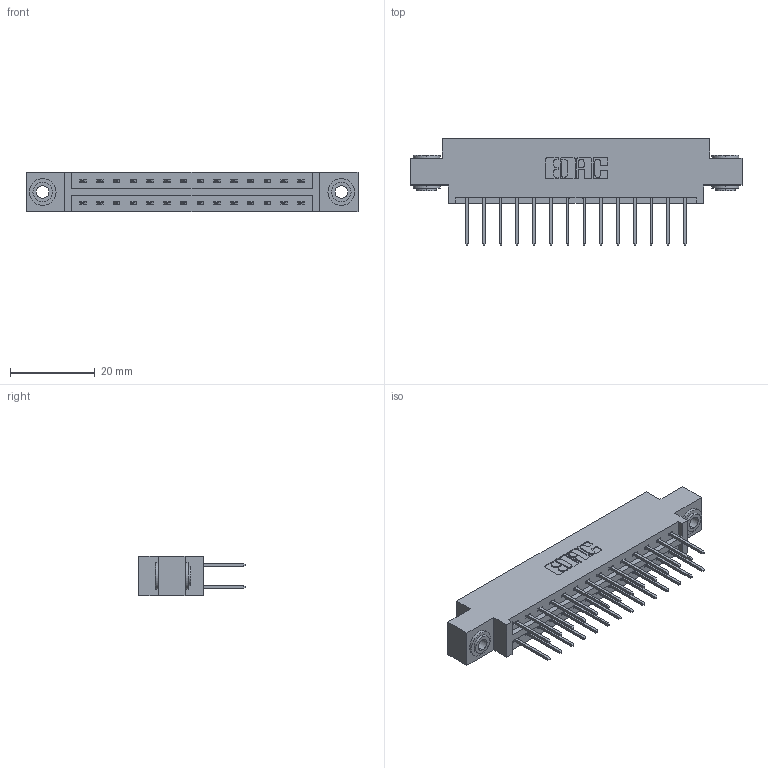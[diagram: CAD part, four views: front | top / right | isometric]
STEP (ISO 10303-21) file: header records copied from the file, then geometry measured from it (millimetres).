
FILE_DESCRIPTION (( 'STEP AP203' ), '1' );
FILE_NAME ('337-028-523-803.STEP', '2018-08-06T09:54:10', ( '' ), ( '' ), 'SwSTEP 2.0', 'SolidWorks 2016', '' );
FILE_SCHEMA (( 'CONFIG_CONTROL_DESIGN' ));
Length unit declared in the file: inch
Products named in the file (4): 337 Part_0.170 Offset - 0.156 Dia-TH; 345-292-001_345-293-123; 345-250-002_345-250-002-102; 337-028-523-803
Assembly tree (31 placements, depth 2):
  337-028-523-803
    337 Part_0.170 Offset - 0.156 Dia-TH
    345-292-001_345-293-123  x28
    345-250-002_345-250-002-102  x2
Bounding box: 78.49 x 25.15 x 9.4 mm (x, y, z)
Volume: 7858.1 mm3; surface area: 9216.5 mm2
Topology: 31 solids, 31 shells, 1668 faces, 4907 edges, 3230 vertices
Faces by surface type: plane 1148, cylinder 512, cone 8
Entity records: 15276 total; most frequent: CARTESIAN_POINT 2573, ORIENTED_EDGE 2502, DIRECTION 2273, EDGE_CURVE 1251, LINE 1099, VECTOR 1099, VERTEX_POINT 830, AXIS2_PLACEMENT_3D 587
